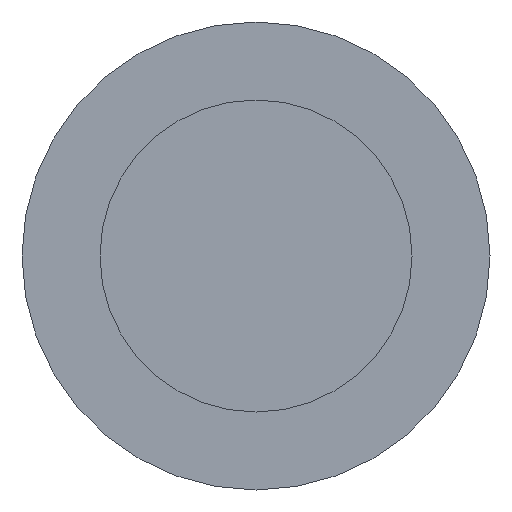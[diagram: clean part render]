
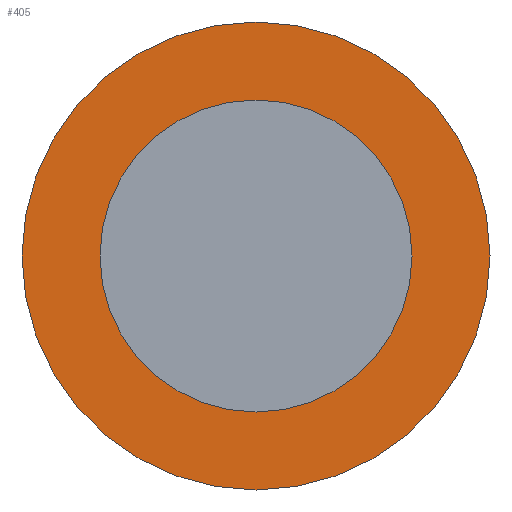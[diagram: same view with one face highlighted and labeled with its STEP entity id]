
A CAD part, front view. The second image highlights one B-rep face of the part: STEP entity #405.
In plain terms, the highlighted planar face has unit normal (0, -1, 0).
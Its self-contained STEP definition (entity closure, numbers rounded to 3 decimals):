
#1 = CARTESIAN_POINT ( 'NONE',  ( 0., 0., -7.5 ) ) ;
#3 = VERTEX_POINT ( 'NONE', #190 ) ;
#6 = VERTEX_POINT ( 'NONE', #229 ) ;
#10 = CIRCLE ( 'NONE', #329, 7.5 ) ;
#21 = EDGE_LOOP ( 'NONE', ( #134, #479 ) ) ;
#26 = CARTESIAN_POINT ( 'NONE',  ( 0., 0., 0. ) ) ;
#47 = CARTESIAN_POINT ( 'NONE',  ( 0., 0., 0. ) ) ;
#52 = DIRECTION ( 'NONE',  ( 0., 0., 1. ) ) ;
#56 = FACE_BOUND ( 'NONE', #21, .T. ) ;
#63 = CIRCLE ( 'NONE', #270, 7.5 ) ;
#79 = ORIENTED_EDGE ( 'NONE', *, *, #447, .F. ) ;
#127 = EDGE_LOOP ( 'NONE', ( #246, #79 ) ) ;
#134 = ORIENTED_EDGE ( 'NONE', *, *, #155, .T. ) ;
#155 = EDGE_CURVE ( 'NONE', #3, #6, #316, .T. ) ;
#159 = VERTEX_POINT ( 'NONE', #1 ) ;
#165 = DIRECTION ( 'NONE',  ( 0., 0., 1. ) ) ;
#181 = FACE_OUTER_BOUND ( 'NONE', #127, .T. ) ;
#182 = EDGE_CURVE ( 'NONE', #6, #3, #252, .T. ) ;
#190 = CARTESIAN_POINT ( 'NONE',  ( 0., 0., -5. ) ) ;
#229 = CARTESIAN_POINT ( 'NONE',  ( 0., 0., 5. ) ) ;
#246 = ORIENTED_EDGE ( 'NONE', *, *, #392, .F. ) ;
#247 = DIRECTION ( 'NONE',  ( 0., 0., 1. ) ) ;
#249 = CARTESIAN_POINT ( 'NONE',  ( 0., 0., 0. ) ) ;
#252 = CIRCLE ( 'NONE', #380, 5. ) ;
#256 = DIRECTION ( 'NONE',  ( 0., 1., 0. ) ) ;
#266 = CARTESIAN_POINT ( 'NONE',  ( 0., 0., 7.5 ) ) ;
#270 = AXIS2_PLACEMENT_3D ( 'NONE', #26, #521, #452 ) ;
#316 = CIRCLE ( 'NONE', #525, 5. ) ;
#329 = AXIS2_PLACEMENT_3D ( 'NONE', #512, #350, #343 ) ;
#343 = DIRECTION ( 'NONE',  ( 0., 0., 1. ) ) ;
#349 = VERTEX_POINT ( 'NONE', #266 ) ;
#350 = DIRECTION ( 'NONE',  ( 0., 1., 0. ) ) ;
#380 = AXIS2_PLACEMENT_3D ( 'NONE', #249, #504, #165 ) ;
#385 = CARTESIAN_POINT ( 'NONE',  ( 0., 0., 0. ) ) ;
#392 = EDGE_CURVE ( 'NONE', #159, #349, #10, .T. ) ;
#405 = ADVANCED_FACE ( 'NONE', ( #181, #56 ), #433, .F. ) ;
#421 = DIRECTION ( 'NONE',  ( 0., 1., 0. ) ) ;
#433 = PLANE ( 'NONE',  #465 ) ;
#447 = EDGE_CURVE ( 'NONE', #349, #159, #63, .T. ) ;
#452 = DIRECTION ( 'NONE',  ( 0., 0., 1. ) ) ;
#465 = AXIS2_PLACEMENT_3D ( 'NONE', #385, #256, #52 ) ;
#479 = ORIENTED_EDGE ( 'NONE', *, *, #182, .T. ) ;
#504 = DIRECTION ( 'NONE',  ( 0., 1., 0. ) ) ;
#512 = CARTESIAN_POINT ( 'NONE',  ( 0., 0., 0. ) ) ;
#521 = DIRECTION ( 'NONE',  ( 0., 1., 0. ) ) ;
#525 = AXIS2_PLACEMENT_3D ( 'NONE', #47, #421, #247 ) ;
